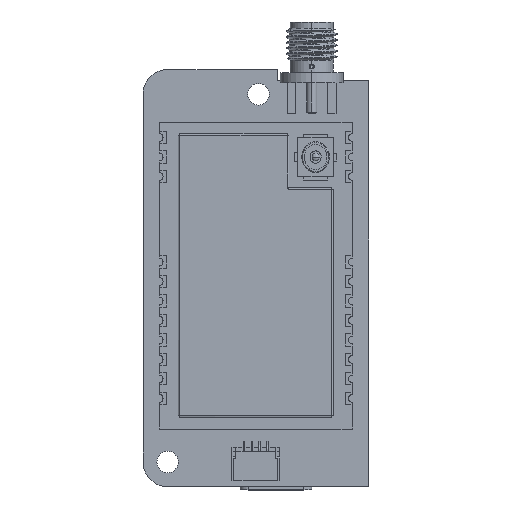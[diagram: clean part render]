
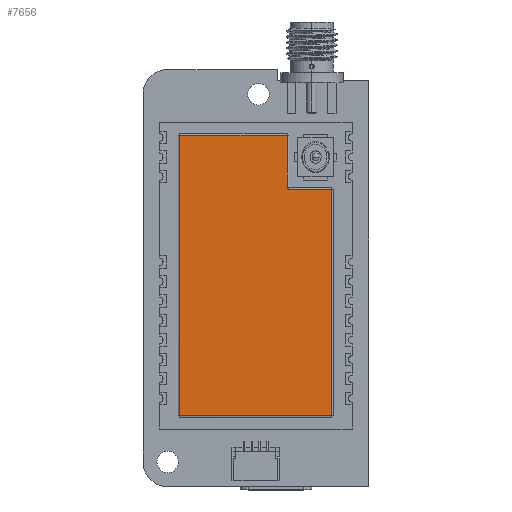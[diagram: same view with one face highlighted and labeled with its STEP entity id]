
A CAD part, top view. The second image highlights one B-rep face of the part: STEP entity #7656.
In plain terms, the highlighted free-form (B-spline) face has degree [1, 1] with [2, 2] control points.
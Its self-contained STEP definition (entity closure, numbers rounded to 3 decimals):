
#7436 = EDGE_CURVE('',#7437,#7439,#7441,.T.);
#7437 = VERTEX_POINT('',#7438);
#7438 = CARTESIAN_POINT('',(-3.95,3.1,17.595));
#7439 = VERTEX_POINT('',#7440);
#7440 = CARTESIAN_POINT('',(9.557,3.1,17.595));
#7441 = B_SPLINE_CURVE_WITH_KNOTS('',1,(#7442,#7443),.UNSPECIFIED.,.F.,
  .F.,(2,2),(0.11,7.94),.PIECEWISE_BEZIER_KNOTS.);
#7442 = CARTESIAN_POINT('',(-3.95,3.1,17.595));
#7443 = CARTESIAN_POINT('',(9.557,3.1,17.595));
#7656 = ADVANCED_FACE('',(#7657),#7715,.F.);
#7657 = FACE_BOUND('',#7658,.T.);
#7658 = EDGE_LOOP('',(#7659,#7668,#7675,#7683,#7690,#7695,#7696,#7703,
    #7710));
#7659 = ORIENTED_EDGE('',*,*,#7660,.T.);
#7660 = EDGE_CURVE('',#7661,#7663,#7665,.T.);
#7661 = VERTEX_POINT('',#7662);
#7662 = CARTESIAN_POINT('',(-9.557,3.1,10.857));
#7663 = VERTEX_POINT('',#7664);
#7664 = CARTESIAN_POINT('',(-4.157,3.1,10.857));
#7665 = B_SPLINE_CURVE_WITH_KNOTS('',1,(#7666,#7667),.UNSPECIFIED.,.F.,
  .F.,(2,2),(0.003,3.133),
  .PIECEWISE_BEZIER_KNOTS.);
#7666 = CARTESIAN_POINT('',(-9.557,3.1,10.857));
#7667 = CARTESIAN_POINT('',(-4.157,3.1,10.857));
#7668 = ORIENTED_EDGE('',*,*,#7669,.T.);
#7669 = EDGE_CURVE('',#7663,#7670,#7672,.T.);
#7670 = VERTEX_POINT('',#7671);
#7671 = CARTESIAN_POINT('',(-4.123,3.1,10.857));
#7672 = B_SPLINE_CURVE_WITH_KNOTS('',1,(#7673,#7674),.UNSPECIFIED.,.F.,
  .F.,(2,2),(0.,0.02),.PIECEWISE_BEZIER_KNOTS.);
#7673 = CARTESIAN_POINT('',(-4.157,3.1,10.857));
#7674 = CARTESIAN_POINT('',(-4.123,3.1,10.857));
#7675 = ORIENTED_EDGE('',*,*,#7676,.T.);
#7676 = EDGE_CURVE('',#7670,#7677,#7679,.T.);
#7677 = VERTEX_POINT('',#7678);
#7678 = CARTESIAN_POINT('',(-3.95,3.1,11.05));
#7679 = ( BOUNDED_CURVE() B_SPLINE_CURVE(2,(#7680,#7681,#7682),
.UNSPECIFIED.,.F.,.F.) B_SPLINE_CURVE_WITH_KNOTS((3,3),(0.,
1.571),.PIECEWISE_BEZIER_KNOTS.) CURVE() 
GEOMETRIC_REPRESENTATION_ITEM() RATIONAL_B_SPLINE_CURVE((1.,
0.707,1.)) REPRESENTATION_ITEM('') );
#7680 = CARTESIAN_POINT('',(-4.123,3.1,10.857));
#7681 = CARTESIAN_POINT('',(-3.95,3.1,10.857));
#7682 = CARTESIAN_POINT('',(-3.95,3.1,11.05));
#7683 = ORIENTED_EDGE('',*,*,#7684,.T.);
#7684 = EDGE_CURVE('',#7677,#7685,#7687,.T.);
#7685 = VERTEX_POINT('',#7686);
#7686 = CARTESIAN_POINT('',(-3.95,3.1,11.088));
#7687 = B_SPLINE_CURVE_WITH_KNOTS('',1,(#7688,#7689),.UNSPECIFIED.,.F.,
  .F.,(2,2),(0.306,0.326),.PIECEWISE_BEZIER_KNOTS.);
#7688 = CARTESIAN_POINT('',(-3.95,3.1,11.05));
#7689 = CARTESIAN_POINT('',(-3.95,3.1,11.088));
#7690 = ORIENTED_EDGE('',*,*,#7691,.T.);
#7691 = EDGE_CURVE('',#7685,#7437,#7692,.T.);
#7692 = B_SPLINE_CURVE_WITH_KNOTS('',1,(#7693,#7694),.UNSPECIFIED.,.F.,
  .F.,(2,2),(0.,3.38),.PIECEWISE_BEZIER_KNOTS.);
#7693 = CARTESIAN_POINT('',(-3.95,3.1,11.088));
#7694 = CARTESIAN_POINT('',(-3.95,3.1,17.595));
#7695 = ORIENTED_EDGE('',*,*,#7436,.T.);
#7696 = ORIENTED_EDGE('',*,*,#7697,.T.);
#7697 = EDGE_CURVE('',#7439,#7698,#7700,.T.);
#7698 = VERTEX_POINT('',#7699);
#7699 = CARTESIAN_POINT('',(9.557,3.1,-17.595));
#7700 = B_SPLINE_CURVE_WITH_KNOTS('',1,(#7701,#7702),.UNSPECIFIED.,.F.,
  .F.,(2,2),(0.003,18.283),
  .PIECEWISE_BEZIER_KNOTS.);
#7701 = CARTESIAN_POINT('',(9.557,3.1,17.595));
#7702 = CARTESIAN_POINT('',(9.557,3.1,-17.595));
#7703 = ORIENTED_EDGE('',*,*,#7704,.T.);
#7704 = EDGE_CURVE('',#7698,#7705,#7707,.T.);
#7705 = VERTEX_POINT('',#7706);
#7706 = CARTESIAN_POINT('',(-9.557,3.1,-17.595));
#7707 = B_SPLINE_CURVE_WITH_KNOTS('',1,(#7708,#7709),.UNSPECIFIED.,.F.,
  .F.,(2,2),(0.003,11.083),
  .PIECEWISE_BEZIER_KNOTS.);
#7708 = CARTESIAN_POINT('',(9.557,3.1,-17.595));
#7709 = CARTESIAN_POINT('',(-9.557,3.1,-17.595));
#7710 = ORIENTED_EDGE('',*,*,#7711,.T.);
#7711 = EDGE_CURVE('',#7705,#7661,#7712,.T.);
#7712 = B_SPLINE_CURVE_WITH_KNOTS('',1,(#7713,#7714),.UNSPECIFIED.,.F.,
  .F.,(2,2),(0.003,14.783),
  .PIECEWISE_BEZIER_KNOTS.);
#7713 = CARTESIAN_POINT('',(-9.557,3.1,-17.595));
#7714 = CARTESIAN_POINT('',(-9.557,3.1,10.857));
#7715 = B_SPLINE_SURFACE_WITH_KNOTS('',1,1,(
    (#7716,#7717)
    ,(#7718,#7719
    )),.UNSPECIFIED.,.F.,.F.,.F.,(2,2),(2,2),(-9.14,9.14),(-5.54,5.54),
  .PIECEWISE_BEZIER_KNOTS.);
#7716 = CARTESIAN_POINT('',(-9.557,3.1,17.595));
#7717 = CARTESIAN_POINT('',(9.557,3.1,17.595));
#7718 = CARTESIAN_POINT('',(-9.557,3.1,-17.595));
#7719 = CARTESIAN_POINT('',(9.557,3.1,-17.595));
